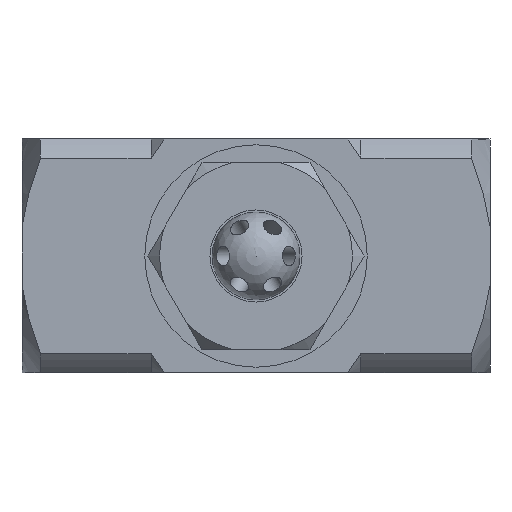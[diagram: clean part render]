
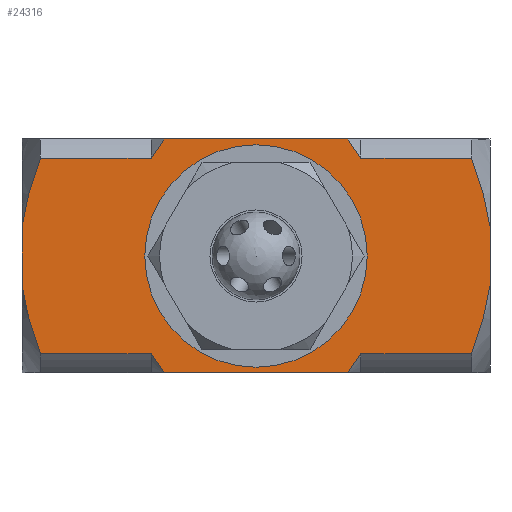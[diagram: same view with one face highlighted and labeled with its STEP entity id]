
A CAD part, front view. The second image highlights one B-rep face of the part: STEP entity #24316.
In plain terms, the highlighted planar face has unit normal (0, -1, 0).
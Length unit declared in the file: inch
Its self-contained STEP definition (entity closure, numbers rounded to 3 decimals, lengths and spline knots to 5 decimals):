
#610=FACE_BOUND('',#2349,.T.);
#790=CIRCLE('',#25759,0.297);
#904=(
BOUNDED_CURVE()
B_SPLINE_CURVE(2,(#31678,#31679,#31680),.UNSPECIFIED.,.F.,.F.)
B_SPLINE_CURVE_WITH_KNOTS((3,3),(0.93423,1.1413),
 .UNSPECIFIED.)
CURVE()
GEOMETRIC_REPRESENTATION_ITEM()
RATIONAL_B_SPLINE_CURVE((1.017,1.01,1.))
REPRESENTATION_ITEM('')
);
#905=(
BOUNDED_CURVE()
B_SPLINE_CURVE(2,(#31684,#31685,#31686),.UNSPECIFIED.,.F.,.F.)
B_SPLINE_CURVE_WITH_KNOTS((3,3),(0.,0.48194),.UNSPECIFIED.)
CURVE()
GEOMETRIC_REPRESENTATION_ITEM()
RATIONAL_B_SPLINE_CURVE((1.,1.033,1.))
REPRESENTATION_ITEM('')
);
#906=(
BOUNDED_CURVE()
B_SPLINE_CURVE(2,(#31690,#31691,#31692),.UNSPECIFIED.,.F.,.F.)
B_SPLINE_CURVE_WITH_KNOTS((3,3),(0.,0.48194),.UNSPECIFIED.)
CURVE()
GEOMETRIC_REPRESENTATION_ITEM()
RATIONAL_B_SPLINE_CURVE((1.,1.033,1.))
REPRESENTATION_ITEM('')
);
#907=(
BOUNDED_CURVE()
B_SPLINE_CURVE(2,(#31696,#31697,#31698),.UNSPECIFIED.,.F.,.F.)
B_SPLINE_CURVE_WITH_KNOTS((3,3),(0.,0.20739),.UNSPECIFIED.)
CURVE()
GEOMETRIC_REPRESENTATION_ITEM()
RATIONAL_B_SPLINE_CURVE((1.,1.01,1.017))
REPRESENTATION_ITEM('')
);
#908=(
BOUNDED_CURVE()
B_SPLINE_CURVE(2,(#31702,#31703,#31704),.UNSPECIFIED.,.F.,.F.)
B_SPLINE_CURVE_WITH_KNOTS((3,3),(0.93391,1.1413),
 .UNSPECIFIED.)
CURVE()
GEOMETRIC_REPRESENTATION_ITEM()
RATIONAL_B_SPLINE_CURVE((1.017,1.01,1.))
REPRESENTATION_ITEM('')
);
#909=(
BOUNDED_CURVE()
B_SPLINE_CURVE(2,(#31707,#31708,#31709),.UNSPECIFIED.,.F.,.F.)
B_SPLINE_CURVE_WITH_KNOTS((3,3),(0.,0.48194),.UNSPECIFIED.)
CURVE()
GEOMETRIC_REPRESENTATION_ITEM()
RATIONAL_B_SPLINE_CURVE((1.,1.033,1.))
REPRESENTATION_ITEM('')
);
#910=(
BOUNDED_CURVE()
B_SPLINE_CURVE(2,(#31711,#31712,#31713),.UNSPECIFIED.,.F.,.F.)
B_SPLINE_CURVE_WITH_KNOTS((3,3),(0.,0.48194),.UNSPECIFIED.)
CURVE()
GEOMETRIC_REPRESENTATION_ITEM()
RATIONAL_B_SPLINE_CURVE((1.,1.033,1.))
REPRESENTATION_ITEM('')
);
#911=(
BOUNDED_CURVE()
B_SPLINE_CURVE(2,(#31717,#31718,#31719),.UNSPECIFIED.,.F.,.F.)
B_SPLINE_CURVE_WITH_KNOTS((3,3),(0.,0.20707),.UNSPECIFIED.)
CURVE()
GEOMETRIC_REPRESENTATION_ITEM()
RATIONAL_B_SPLINE_CURVE((1.,1.01,1.017))
REPRESENTATION_ITEM('')
);
#956=FACE_OUTER_BOUND('',#2348,.T.);
#2348=EDGE_LOOP('',(#16140,#16141,#16142,#16143,#16144,#16145,#16146,#16147,
#16148,#16149,#16150,#16151,#16152,#16153,#16154,#16155));
#2349=EDGE_LOOP('',(#16156));
#3921=LINE('',#31645,#6493);
#3925=LINE('',#31682,#6497);
#3926=LINE('',#31688,#6498);
#3927=LINE('',#31694,#6499);
#3928=LINE('',#31700,#6500);
#3929=LINE('',#31706,#6501);
#3930=LINE('',#31715,#6502);
#3931=LINE('',#31720,#6503);
#6493=VECTOR('',#26857,0.3937);
#6497=VECTOR('',#26867,0.3937);
#6498=VECTOR('',#26868,0.3937);
#6499=VECTOR('',#26869,0.3937);
#6500=VECTOR('',#26870,0.3937);
#6501=VECTOR('',#26871,0.3937);
#6502=VECTOR('',#26872,0.3937);
#6503=VECTOR('',#26873,0.3937);
#9990=VERTEX_POINT('',#31633);
#9995=VERTEX_POINT('',#31643);
#10004=VERTEX_POINT('',#31676);
#10005=VERTEX_POINT('',#31677);
#10006=VERTEX_POINT('',#31681);
#10007=VERTEX_POINT('',#31683);
#10008=VERTEX_POINT('',#31687);
#10009=VERTEX_POINT('',#31689);
#10010=VERTEX_POINT('',#31693);
#10011=VERTEX_POINT('',#31695);
#10012=VERTEX_POINT('',#31699);
#10013=VERTEX_POINT('',#31701);
#10014=VERTEX_POINT('',#31705);
#10015=VERTEX_POINT('',#31710);
#10016=VERTEX_POINT('',#31714);
#10017=VERTEX_POINT('',#31716);
#10018=VERTEX_POINT('',#31721);
#12458=EDGE_CURVE('',#9995,#9990,#3921,.T.);
#12467=EDGE_CURVE('',#10004,#10005,#904,.T.);
#12468=EDGE_CURVE('',#10005,#10006,#3925,.T.);
#12469=EDGE_CURVE('',#10006,#10007,#905,.T.);
#12470=EDGE_CURVE('',#10008,#10007,#3926,.T.);
#12471=EDGE_CURVE('',#10008,#10009,#906,.T.);
#12472=EDGE_CURVE('',#10009,#10010,#3927,.T.);
#12473=EDGE_CURVE('',#10010,#10011,#907,.T.);
#12474=EDGE_CURVE('',#10012,#10011,#3928,.T.);
#12475=EDGE_CURVE('',#10012,#10013,#908,.T.);
#12476=EDGE_CURVE('',#10013,#10014,#3929,.T.);
#12477=EDGE_CURVE('',#10014,#9990,#909,.T.);
#12478=EDGE_CURVE('',#9995,#10015,#910,.T.);
#12479=EDGE_CURVE('',#10015,#10016,#3930,.T.);
#12480=EDGE_CURVE('',#10016,#10017,#911,.T.);
#12481=EDGE_CURVE('',#10004,#10017,#3931,.T.);
#12482=EDGE_CURVE('',#10018,#10018,#790,.T.);
#16140=ORIENTED_EDGE('',*,*,#12467,.T.);
#16141=ORIENTED_EDGE('',*,*,#12468,.T.);
#16142=ORIENTED_EDGE('',*,*,#12469,.T.);
#16143=ORIENTED_EDGE('',*,*,#12470,.F.);
#16144=ORIENTED_EDGE('',*,*,#12471,.T.);
#16145=ORIENTED_EDGE('',*,*,#12472,.T.);
#16146=ORIENTED_EDGE('',*,*,#12473,.T.);
#16147=ORIENTED_EDGE('',*,*,#12474,.F.);
#16148=ORIENTED_EDGE('',*,*,#12475,.T.);
#16149=ORIENTED_EDGE('',*,*,#12476,.T.);
#16150=ORIENTED_EDGE('',*,*,#12477,.T.);
#16151=ORIENTED_EDGE('',*,*,#12458,.F.);
#16152=ORIENTED_EDGE('',*,*,#12478,.T.);
#16153=ORIENTED_EDGE('',*,*,#12479,.T.);
#16154=ORIENTED_EDGE('',*,*,#12480,.T.);
#16155=ORIENTED_EDGE('',*,*,#12481,.F.);
#16156=ORIENTED_EDGE('',*,*,#12482,.T.);
#23448=PLANE('',#25758);
#24316=ADVANCED_FACE('',(#956,#610),#23448,.T.);
#25758=AXIS2_PLACEMENT_3D('',#31675,#26865,#26866);
#25759=AXIS2_PLACEMENT_3D('',#31722,#26874,#26875);
#26857=DIRECTION('',(0.,0.,1.));
#26865=DIRECTION('center_axis',(0.,-1.,0.));
#26866=DIRECTION('ref_axis',(0.,0.,-1.));
#26867=DIRECTION('',(1.,0.,0.));
#26868=DIRECTION('',(0.,0.,-1.));
#26869=DIRECTION('',(-1.,0.,0.));
#26870=DIRECTION('',(1.,0.,0.));
#26871=DIRECTION('',(-1.,0.,0.));
#26872=DIRECTION('',(1.,0.,0.));
#26873=DIRECTION('',(-1.,0.,0.));
#26874=DIRECTION('center_axis',(0.,1.,0.));
#26875=DIRECTION('ref_axis',(-1.,0.,0.));
#31633=CARTESIAN_POINT('',(-0.625,-0.3125,0.07776));
#31643=CARTESIAN_POINT('',(-0.625,-0.3125,-0.07785));
#31645=CARTESIAN_POINT('',(-0.625,-0.3125,-0.3125));
#31675=CARTESIAN_POINT('Origin',(0.,-0.3125,0.3125));
#31676=CARTESIAN_POINT('',(0.24512,-0.3125,-0.3125));
#31677=CARTESIAN_POINT('',(0.28,-0.3125,-0.26084));
#31678=CARTESIAN_POINT('Ctrl Pts',(0.24512,-0.3125,-0.3125));
#31679=CARTESIAN_POINT('Ctrl Pts',(0.26413,-0.3125,-0.28561));
#31680=CARTESIAN_POINT('Ctrl Pts',(0.28,-0.3125,-0.26084));
#31681=CARTESIAN_POINT('',(0.57593,-0.3125,-0.26084));
#31682=CARTESIAN_POINT('',(0.42796,-0.3125,-0.26084));
#31683=CARTESIAN_POINT('',(0.625,-0.3125,-0.07785));
#31684=CARTESIAN_POINT('Ctrl Pts',(0.57593,-0.3125,-0.26084));
#31685=CARTESIAN_POINT('Ctrl Pts',(0.61372,-0.3125,-0.15868));
#31686=CARTESIAN_POINT('Ctrl Pts',(0.625,-0.3125,-0.07785));
#31687=CARTESIAN_POINT('',(0.625,-0.3125,0.07776));
#31688=CARTESIAN_POINT('',(0.625,-0.3125,-0.3125));
#31689=CARTESIAN_POINT('',(0.57593,-0.3125,0.26076));
#31690=CARTESIAN_POINT('Ctrl Pts',(0.625,-0.3125,0.07776));
#31691=CARTESIAN_POINT('Ctrl Pts',(0.61372,-0.3125,0.15859));
#31692=CARTESIAN_POINT('Ctrl Pts',(0.57593,-0.3125,0.26076));
#31693=CARTESIAN_POINT('',(0.28,-0.3125,0.26076));
#31694=CARTESIAN_POINT('',(0.42796,-0.3125,0.26076));
#31695=CARTESIAN_POINT('',(0.24506,-0.3125,0.3125));
#31696=CARTESIAN_POINT('Ctrl Pts',(0.28,-0.3125,0.26076));
#31697=CARTESIAN_POINT('Ctrl Pts',(0.26411,-0.3125,0.28557));
#31698=CARTESIAN_POINT('Ctrl Pts',(0.24506,-0.3125,0.3125));
#31699=CARTESIAN_POINT('',(-0.24506,-0.3125,0.3125));
#31700=CARTESIAN_POINT('',(0.,-0.3125,0.3125));
#31701=CARTESIAN_POINT('',(-0.28,-0.3125,0.26076));
#31702=CARTESIAN_POINT('Ctrl Pts',(-0.24506,-0.3125,0.3125));
#31703=CARTESIAN_POINT('Ctrl Pts',(-0.26411,-0.3125,0.28557));
#31704=CARTESIAN_POINT('Ctrl Pts',(-0.28,-0.3125,0.26076));
#31705=CARTESIAN_POINT('',(-0.57593,-0.3125,0.26076));
#31706=CARTESIAN_POINT('',(-0.42796,-0.3125,0.26076));
#31707=CARTESIAN_POINT('Ctrl Pts',(-0.57593,-0.3125,0.26076));
#31708=CARTESIAN_POINT('Ctrl Pts',(-0.61372,-0.3125,0.15859));
#31709=CARTESIAN_POINT('Ctrl Pts',(-0.625,-0.3125,0.07776));
#31710=CARTESIAN_POINT('',(-0.57593,-0.3125,-0.26084));
#31711=CARTESIAN_POINT('Ctrl Pts',(-0.625,-0.3125,-0.07785));
#31712=CARTESIAN_POINT('Ctrl Pts',(-0.61372,-0.3125,-0.15868));
#31713=CARTESIAN_POINT('Ctrl Pts',(-0.57593,-0.3125,-0.26084));
#31714=CARTESIAN_POINT('',(-0.28,-0.3125,-0.26084));
#31715=CARTESIAN_POINT('',(-0.42796,-0.3125,-0.26084));
#31716=CARTESIAN_POINT('',(-0.24512,-0.3125,-0.3125));
#31717=CARTESIAN_POINT('Ctrl Pts',(-0.28,-0.3125,-0.26084));
#31718=CARTESIAN_POINT('Ctrl Pts',(-0.26413,-0.3125,-0.28561));
#31719=CARTESIAN_POINT('Ctrl Pts',(-0.24512,-0.3125,-0.3125));
#31720=CARTESIAN_POINT('',(0.,-0.3125,-0.3125));
#31721=CARTESIAN_POINT('',(0.297,-0.3125,0.));
#31722=CARTESIAN_POINT('Origin',(0.,-0.3125,0.));
